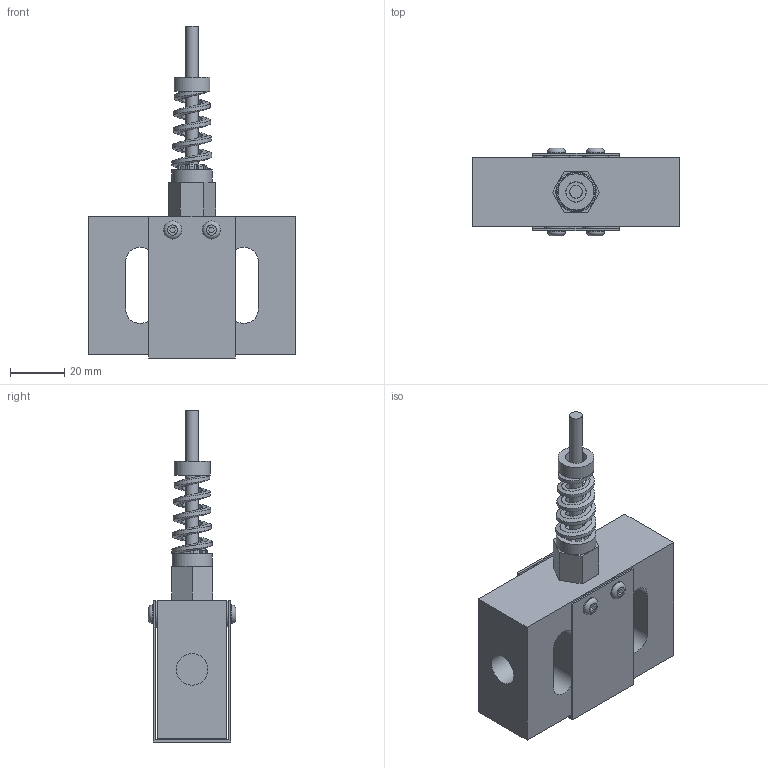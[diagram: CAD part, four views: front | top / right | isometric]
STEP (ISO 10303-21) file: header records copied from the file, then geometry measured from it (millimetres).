
FILE_DESCRIPTION((''),'2;1');
FILE_NAME('LSB352 Cable.stp','2010-12-08T15:26:08',('thomasl'),(''),'Autodesk Inventor 2008','Autodesk Inventor 2008','');
FILE_SCHEMA(('AUTOMOTIVE_DESIGN { 1 0 10303 214 1 1 1 1 }'));
Length unit declared in the file: inch
Products named in the file (2): LSB352 Cable; ~~~~~~PART1
Assembly tree (1 placements, depth 2):
  LSB352 Cable
    ~~~~~~PART1
Bounding box: 76.2 x 32.16 x 121.92 mm (x, y, z)
Volume: 88999.1 mm3; surface area: 30605.4 mm2
Topology: 2 solids, 11 shells, 225 faces, 599 edges, 399 vertices
Faces by surface type: plane 116, cylinder 71, cone 25, bspline 9, torus 4
Full cylindrical faces by diameter (mm): 2.705 x4, 3.505 x4, 3.785 x4, 4.318 x4, 4.572 x2, 6.655 x4, 7.366 x1, 7.62 x4, 9.525 x4, 11.049 x1, 11.43 x1, 11.509 x1, 11.608 x2, 13.208 x1, 14.732 x1
Entity records: 12287 total; most frequent: CARTESIAN_POINT 6989, DIRECTION 1058, ORIENTED_EDGE 1046, EDGE_CURVE 523, AXIS2_PLACEMENT_3D 392, VERTEX_POINT 377, EDGE_LOOP 310, VECTOR 274
